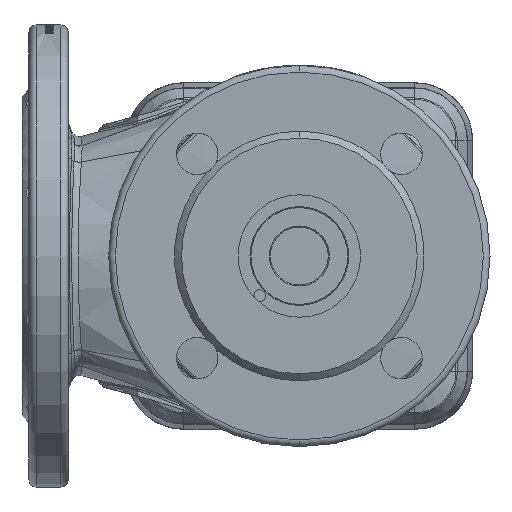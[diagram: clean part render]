
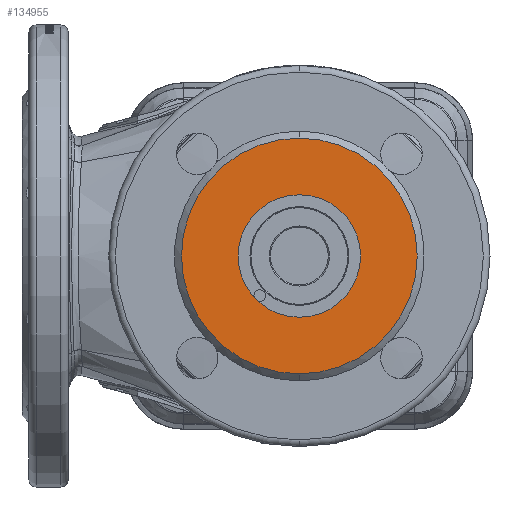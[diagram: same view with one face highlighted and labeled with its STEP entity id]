
A CAD part, front view. The second image highlights one B-rep face of the part: STEP entity #134955.
In plain terms, the highlighted planar face has unit normal (0, -1, 0).
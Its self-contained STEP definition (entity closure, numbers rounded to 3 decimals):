
#6092 = EDGE_LOOP ( 'NONE', ( #87513, #87871 ) ) ;
#6550 = VERTEX_POINT ( 'NONE', #98774 ) ;
#19013 = CARTESIAN_POINT ( 'NONE',  ( 0., -150., 0. ) ) ;
#26341 = CARTESIAN_POINT ( 'NONE',  ( 0., -150., 0. ) ) ;
#28967 = VERTEX_POINT ( 'NONE', #184516 ) ;
#31267 = EDGE_CURVE ( 'NONE', #125463, #89946, #111441, .T. ) ;
#33531 = CIRCLE ( 'NONE', #71638, 26.5 ) ;
#34970 = DIRECTION ( 'NONE',  ( 0., 1., 0. ) ) ;
#37192 = EDGE_CURVE ( 'NONE', #89946, #125463, #63371, .T. ) ;
#37638 = EDGE_CURVE ( 'NONE', #28967, #6550, #95258, .T. ) ;
#40384 = CARTESIAN_POINT ( 'NONE',  ( 0., -150., 0. ) ) ;
#41367 = DIRECTION ( 'NONE',  ( 0., 1., 0. ) ) ;
#44056 = DIRECTION ( 'NONE',  ( 0., 1., 0. ) ) ;
#58899 = DIRECTION ( 'NONE',  ( 0., 0., 1. ) ) ;
#63371 = CIRCLE ( 'NONE', #117388, 51. ) ;
#71638 = AXIS2_PLACEMENT_3D ( 'NONE', #19013, #34970, #91735 ) ;
#71826 = ORIENTED_EDGE ( 'NONE', *, *, #142535, .T. ) ;
#82988 = DIRECTION ( 'NONE',  ( 0., 0., -1. ) ) ;
#87513 = ORIENTED_EDGE ( 'NONE', *, *, #31267, .F. ) ;
#87871 = ORIENTED_EDGE ( 'NONE', *, *, #37192, .F. ) ;
#89946 = VERTEX_POINT ( 'NONE', #125731 ) ;
#91735 = DIRECTION ( 'NONE',  ( 0., 0., 1. ) ) ;
#93970 = FACE_OUTER_BOUND ( 'NONE', #6092, .T. ) ;
#95258 = CIRCLE ( 'NONE', #174610, 26.5 ) ;
#98774 = CARTESIAN_POINT ( 'NONE',  ( 0., -150., -26.5 ) ) ;
#111441 = CIRCLE ( 'NONE', #146335, 51. ) ;
#114861 = CARTESIAN_POINT ( 'NONE',  ( 0., -150., 51. ) ) ;
#117388 = AXIS2_PLACEMENT_3D ( 'NONE', #40384, #41367, #161694 ) ;
#121438 = EDGE_LOOP ( 'NONE', ( #167364, #71826 ) ) ;
#125463 = VERTEX_POINT ( 'NONE', #114861 ) ;
#125731 = CARTESIAN_POINT ( 'NONE',  ( 0., -150., -51. ) ) ;
#127748 = DIRECTION ( 'NONE',  ( 0., -1., 0. ) ) ;
#131759 = DIRECTION ( 'NONE',  ( 0., 1., 0. ) ) ;
#134955 = ADVANCED_FACE ( 'NONE', ( #139668, #93970 ), #154574, .T. ) ;
#139668 = FACE_BOUND ( 'NONE', #121438, .T. ) ;
#142535 = EDGE_CURVE ( 'NONE', #6550, #28967, #33531, .T. ) ;
#146335 = AXIS2_PLACEMENT_3D ( 'NONE', #26341, #131759, #159611 ) ;
#154574 = PLANE ( 'NONE',  #184092 ) ;
#159611 = DIRECTION ( 'NONE',  ( 0., 0., 1. ) ) ;
#161694 = DIRECTION ( 'NONE',  ( 0., 0., 1. ) ) ;
#167364 = ORIENTED_EDGE ( 'NONE', *, *, #37638, .T. ) ;
#173463 = CARTESIAN_POINT ( 'NONE',  ( 0., -150., 0. ) ) ;
#174610 = AXIS2_PLACEMENT_3D ( 'NONE', #194238, #44056, #58899 ) ;
#184092 = AXIS2_PLACEMENT_3D ( 'NONE', #173463, #127748, #82988 ) ;
#184516 = CARTESIAN_POINT ( 'NONE',  ( 0., -150., 26.5 ) ) ;
#194238 = CARTESIAN_POINT ( 'NONE',  ( 0., -150., 0. ) ) ;
